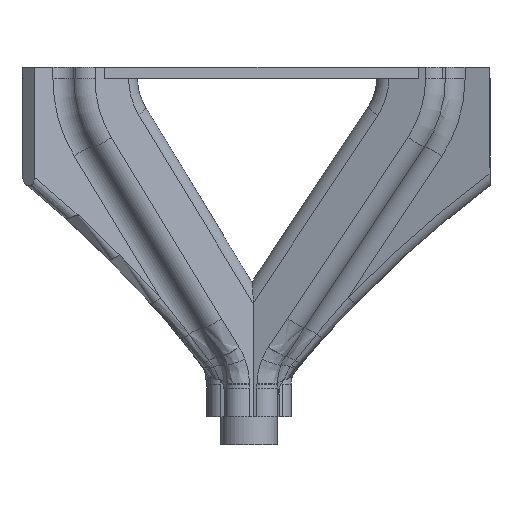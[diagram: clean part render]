
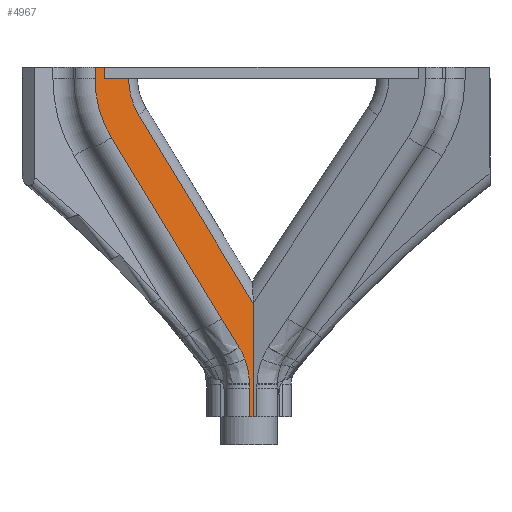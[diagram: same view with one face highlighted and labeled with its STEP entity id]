
A CAD part, left-side view. The second image highlights one B-rep face of the part: STEP entity #4967.
In plain terms, the highlighted planar face has unit normal (-0.878, -0.478, 0).
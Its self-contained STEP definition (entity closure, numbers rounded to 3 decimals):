
#18=ELLIPSE('',#5302,11.634,11.617);
#19=ELLIPSE('',#5304,322.361,61.978);
#299=B_SPLINE_CURVE_WITH_KNOTS('',3,(#7939,#7940,#7941,#7942,#7943,#7944,
#7945,#7946,#7947,#7948,#7949,#7950,#7951),.UNSPECIFIED.,.F.,.F.,(4,3,3,
3,4),(0.,0.287,0.56,0.814,1.),
 .UNSPECIFIED.);
#300=B_SPLINE_CURVE_WITH_KNOTS('',3,(#7957,#7958,#7959,#7960,#7961,#7962,
#7963,#7964,#7965,#7966,#7967,#7968,#7969,#7970,#7971,#7972,#7973,#7974,
#7975,#7976,#7977,#7978,#7979,#7980,#7981),.UNSPECIFIED.,.F.,.F.,(4,3,3,
3,3,3,3,3,4),(0.,0.128,0.257,0.375,
0.439,0.5,0.5,0.75,1.),
 .UNSPECIFIED.);
#301=B_SPLINE_CURVE_WITH_KNOTS('',3,(#7985,#7986,#7987,#7988),
 .UNSPECIFIED.,.F.,.F.,(4,4),(0.,1.),.UNSPECIFIED.);
#538=PLANE('',#5301);
#622=FACE_OUTER_BOUND('',#947,.T.);
#947=EDGE_LOOP('',(#3464,#3465,#3466,#3467,#3468,#3469,#3470,#3471,#3472,
#3473,#3474,#3475,#3476,#3477,#3478,#3479,#3480));
#1240=LINE('',#6956,#1469);
#1241=LINE('',#6990,#1470);
#1275=LINE('',#7422,#1504);
#1286=LINE('',#7532,#1515);
#1304=LINE('',#7930,#1533);
#1305=LINE('',#7932,#1534);
#1306=LINE('',#7937,#1535);
#1307=LINE('',#7953,#1536);
#1308=LINE('',#7983,#1537);
#1309=LINE('',#7990,#1538);
#1310=LINE('',#7991,#1539);
#1469=VECTOR('',#5786,10.);
#1470=VECTOR('',#5787,10.);
#1504=VECTOR('',#5827,10.);
#1515=VECTOR('',#5840,10.);
#1533=VECTOR('',#5894,10.);
#1534=VECTOR('',#5895,1000.);
#1535=VECTOR('',#5900,1000.);
#1536=VECTOR('',#5901,1000.);
#1537=VECTOR('',#5904,1000.);
#1538=VECTOR('',#5905,1000.);
#1539=VECTOR('',#5906,1000.);
#1711=CIRCLE('',#5303,18.461);
#1966=VERTEX_POINT('',#6950);
#1968=VERTEX_POINT('',#6954);
#1970=VERTEX_POINT('',#6978);
#1971=VERTEX_POINT('',#6989);
#2030=VERTEX_POINT('',#7531);
#2083=VERTEX_POINT('',#7928);
#2084=VERTEX_POINT('',#7929);
#2085=VERTEX_POINT('',#7931);
#2086=VERTEX_POINT('',#7934);
#2087=VERTEX_POINT('',#7936);
#2088=VERTEX_POINT('',#7938);
#2089=VERTEX_POINT('',#7952);
#2090=VERTEX_POINT('',#7954);
#2091=VERTEX_POINT('',#7956);
#2092=VERTEX_POINT('',#7982);
#2093=VERTEX_POINT('',#7984);
#2094=VERTEX_POINT('',#7989);
#2469=EDGE_CURVE('',#1966,#1968,#1240,.T.);
#2471=EDGE_CURVE('',#1970,#1971,#1241,.T.);
#2528=EDGE_CURVE('',#1971,#1968,#1275,.T.);
#2547=EDGE_CURVE('',#1966,#2030,#1286,.T.);
#2607=EDGE_CURVE('',#2083,#2084,#1304,.T.);
#2608=EDGE_CURVE('',#2083,#2085,#1305,.T.);
#2609=EDGE_CURVE('',#2085,#2030,#18,.T.);
#2610=EDGE_CURVE('',#2086,#1970,#1711,.T.);
#2611=EDGE_CURVE('',#2087,#2086,#1306,.T.);
#2612=EDGE_CURVE('',#2087,#2088,#299,.T.);
#2613=EDGE_CURVE('',#2089,#2088,#1307,.T.);
#2614=EDGE_CURVE('',#2089,#2090,#19,.T.);
#2615=EDGE_CURVE('',#2090,#2091,#300,.T.);
#2616=EDGE_CURVE('',#2092,#2091,#1308,.T.);
#2617=EDGE_CURVE('',#2093,#2092,#301,.T.);
#2618=EDGE_CURVE('',#2093,#2094,#1309,.T.);
#2619=EDGE_CURVE('',#2094,#2084,#1310,.T.);
#3464=ORIENTED_EDGE('',*,*,#2607,.F.);
#3465=ORIENTED_EDGE('',*,*,#2608,.T.);
#3466=ORIENTED_EDGE('',*,*,#2609,.T.);
#3467=ORIENTED_EDGE('',*,*,#2547,.F.);
#3468=ORIENTED_EDGE('',*,*,#2469,.T.);
#3469=ORIENTED_EDGE('',*,*,#2528,.F.);
#3470=ORIENTED_EDGE('',*,*,#2471,.F.);
#3471=ORIENTED_EDGE('',*,*,#2610,.F.);
#3472=ORIENTED_EDGE('',*,*,#2611,.F.);
#3473=ORIENTED_EDGE('',*,*,#2612,.T.);
#3474=ORIENTED_EDGE('',*,*,#2613,.F.);
#3475=ORIENTED_EDGE('',*,*,#2614,.T.);
#3476=ORIENTED_EDGE('',*,*,#2615,.T.);
#3477=ORIENTED_EDGE('',*,*,#2616,.F.);
#3478=ORIENTED_EDGE('',*,*,#2617,.F.);
#3479=ORIENTED_EDGE('',*,*,#2618,.T.);
#3480=ORIENTED_EDGE('',*,*,#2619,.T.);
#4967=ADVANCED_FACE('',(#622),#538,.T.);
#5301=AXIS2_PLACEMENT_3D('',#7927,#5892,#5893);
#5302=AXIS2_PLACEMENT_3D('',#7933,#5896,#5897);
#5303=AXIS2_PLACEMENT_3D('',#7935,#5898,#5899);
#5304=AXIS2_PLACEMENT_3D('',#7955,#5902,#5903);
#5786=DIRECTION('',(0.,0.,1.));
#5787=DIRECTION('',(0.,0.,1.));
#5827=DIRECTION('',(0.478,-0.879,0.));
#5840=DIRECTION('',(0.478,-0.879,0.));
#5892=DIRECTION('center_axis',(-0.879,-0.478,0.));
#5893=DIRECTION('ref_axis',(0.478,-0.879,0.));
#5894=DIRECTION('',(0.,0.,-1.));
#5895=DIRECTION('',(-0.272,0.5,0.822));
#5896=DIRECTION('center_axis',(0.879,0.478,0.));
#5897=DIRECTION('ref_axis',(-0.168,0.309,0.936));
#5898=DIRECTION('center_axis',(0.879,0.478,0.));
#5899=DIRECTION('ref_axis',(-0.478,0.879,0.));
#5900=DIRECTION('',(-0.272,0.5,0.822));
#5901=DIRECTION('',(-0.274,0.504,0.819));
#5902=DIRECTION('center_axis',(0.879,0.478,0.));
#5903=DIRECTION('ref_axis',(0.411,-0.756,0.51));
#5904=DIRECTION('',(-0.011,0.02,1.));
#5905=DIRECTION('',(0.,0.,-1.));
#5906=DIRECTION('',(0.478,-0.879,0.));
#6950=CARTESIAN_POINT('',(-54.176,88.493,-273.));
#6954=CARTESIAN_POINT('',(-54.176,88.493,-271.));
#6956=CARTESIAN_POINT('',(-54.176,88.493,-273.));
#6978=CARTESIAN_POINT('',(-55.11,90.21,-273.));
#6989=CARTESIAN_POINT('',(-55.11,90.21,-271.));
#6990=CARTESIAN_POINT('',(-55.11,90.21,-273.));
#7422=CARTESIAN_POINT('',(-55.11,90.21,-271.));
#7531=CARTESIAN_POINT('',(-51.857,84.226,-273.));
#7532=CARTESIAN_POINT('',(-49.386,79.682,-273.));
#7927=CARTESIAN_POINT('Origin',(-56.49,92.748,-262.662));
#7928=CARTESIAN_POINT('',(-39.835,62.115,-312.976));
#7929=CARTESIAN_POINT('',(-39.835,62.115,-333.162));
#7930=CARTESIAN_POINT('',(-39.835,62.115,-262.662));
#7931=CARTESIAN_POINT('',(-50.867,82.407,-279.608));
#7932=CARTESIAN_POINT('',(-38.537,59.727,-316.903));
#7933=CARTESIAN_POINT('Origin',(-46.307,74.019,-272.989));
#7934=CARTESIAN_POINT('',(-53.542,87.327,-283.484));
#7935=CARTESIAN_POINT('Origin',(-46.292,73.991,-272.977));
#7936=CARTESIAN_POINT('',(-42.898,67.749,-315.68));
#7937=CARTESIAN_POINT('',(-68.115,114.13,-239.408));
#7938=CARTESIAN_POINT('',(-41.213,64.65,-320.734));
#7939=CARTESIAN_POINT('Ctrl Pts',(-42.898,67.749,-315.68));
#7940=CARTESIAN_POINT('Ctrl Pts',(-42.762,67.499,-316.091));
#7941=CARTESIAN_POINT('Ctrl Pts',(-42.619,67.236,-316.522));
#7942=CARTESIAN_POINT('Ctrl Pts',(-42.469,66.959,-316.975));
#7943=CARTESIAN_POINT('Ctrl Pts',(-42.326,66.697,-317.404));
#7944=CARTESIAN_POINT('Ctrl Pts',(-42.177,66.423,-317.852));
#7945=CARTESIAN_POINT('Ctrl Pts',(-42.021,66.136,-318.319));
#7946=CARTESIAN_POINT('Ctrl Pts',(-41.876,65.869,-318.754));
#7947=CARTESIAN_POINT('Ctrl Pts',(-41.725,65.591,-319.207));
#7948=CARTESIAN_POINT('Ctrl Pts',(-41.568,65.302,-319.676));
#7949=CARTESIAN_POINT('Ctrl Pts',(-41.453,65.091,-320.019));
#7950=CARTESIAN_POINT('Ctrl Pts',(-41.334,64.873,-320.372));
#7951=CARTESIAN_POINT('Ctrl Pts',(-41.213,64.65,-320.734));
#7952=CARTESIAN_POINT('',(-41.202,64.63,-320.766));
#7953=CARTESIAN_POINT('',(-41.202,64.63,-320.766));
#7954=CARTESIAN_POINT('',(-40.638,63.593,-322.892));
#7955=CARTESIAN_POINT('Origin',(-173.436,307.846,-485.861));
#7956=CARTESIAN_POINT('',(-40.184,62.758,-327.197));
#7957=CARTESIAN_POINT('Ctrl Pts',(-40.638,63.593,-322.892));
#7958=CARTESIAN_POINT('Ctrl Pts',(-40.602,63.527,-323.067));
#7959=CARTESIAN_POINT('Ctrl Pts',(-40.569,63.464,-323.244));
#7960=CARTESIAN_POINT('Ctrl Pts',(-40.537,63.406,-323.422));
#7961=CARTESIAN_POINT('Ctrl Pts',(-40.505,63.347,-323.6));
#7962=CARTESIAN_POINT('Ctrl Pts',(-40.475,63.293,-323.78));
#7963=CARTESIAN_POINT('Ctrl Pts',(-40.448,63.242,-323.961));
#7964=CARTESIAN_POINT('Ctrl Pts',(-40.422,63.195,-324.128));
#7965=CARTESIAN_POINT('Ctrl Pts',(-40.398,63.152,-324.295));
#7966=CARTESIAN_POINT('Ctrl Pts',(-40.377,63.111,-324.464));
#7967=CARTESIAN_POINT('Ctrl Pts',(-40.365,63.09,-324.555));
#7968=CARTESIAN_POINT('Ctrl Pts',(-40.354,63.069,-324.646));
#7969=CARTESIAN_POINT('Ctrl Pts',(-40.343,63.049,-324.738));
#7970=CARTESIAN_POINT('Ctrl Pts',(-40.332,63.03,-324.826));
#7971=CARTESIAN_POINT('Ctrl Pts',(-40.323,63.012,-324.914));
#7972=CARTESIAN_POINT('Ctrl Pts',(-40.313,62.995,-325.003));
#7973=CARTESIAN_POINT('Ctrl Pts',(-40.313,62.995,-325.003));
#7974=CARTESIAN_POINT('Ctrl Pts',(-40.313,62.995,-325.003));
#7975=CARTESIAN_POINT('Ctrl Pts',(-40.313,62.995,-325.004));
#7976=CARTESIAN_POINT('Ctrl Pts',(-40.275,62.924,-325.368));
#7977=CARTESIAN_POINT('Ctrl Pts',(-40.245,62.869,-325.733));
#7978=CARTESIAN_POINT('Ctrl Pts',(-40.223,62.829,-326.099));
#7979=CARTESIAN_POINT('Ctrl Pts',(-40.202,62.79,-326.464));
#7980=CARTESIAN_POINT('Ctrl Pts',(-40.189,62.766,-326.831));
#7981=CARTESIAN_POINT('Ctrl Pts',(-40.184,62.758,-327.197));
#7982=CARTESIAN_POINT('',(-40.183,62.755,-327.347));
#7983=CARTESIAN_POINT('',(-40.183,62.755,-327.347));
#7984=CARTESIAN_POINT('',(-40.179,62.748,-328.052));
#7985=CARTESIAN_POINT('Ctrl Pts',(-40.179,62.748,-328.052));
#7986=CARTESIAN_POINT('Ctrl Pts',(-40.179,62.748,-327.817));
#7987=CARTESIAN_POINT('Ctrl Pts',(-40.18,62.75,-327.582));
#7988=CARTESIAN_POINT('Ctrl Pts',(-40.183,62.755,-327.347));
#7989=CARTESIAN_POINT('',(-40.179,62.748,-333.162));
#7990=CARTESIAN_POINT('',(-40.179,62.748,-327.347));
#7991=CARTESIAN_POINT('',(-41.612,65.383,-333.162));
